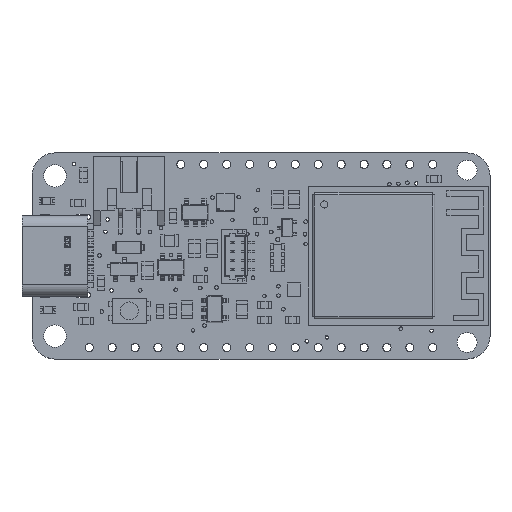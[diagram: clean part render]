
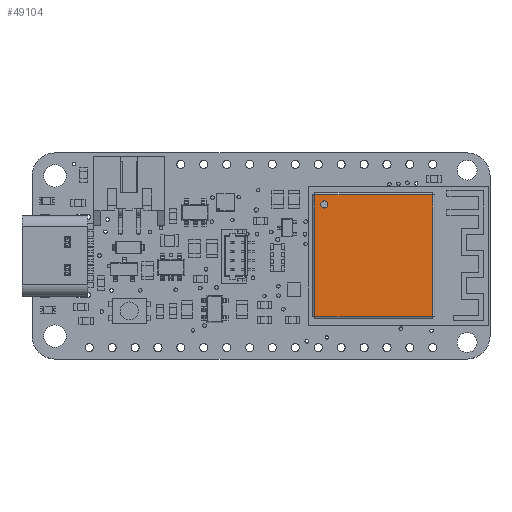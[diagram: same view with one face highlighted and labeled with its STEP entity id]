
A CAD part, top view. The second image highlights one B-rep face of the part: STEP entity #49104.
In plain terms, the highlighted planar face has unit normal (0, 0, 1).
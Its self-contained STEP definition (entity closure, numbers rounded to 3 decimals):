
#741=FACE_BOUND('',#7112,.T.);
#1542=PLANE('',#52835);
#4102=FACE_OUTER_BOUND('',#7111,.T.);
#7111=EDGE_LOOP('',(#38396,#38397,#38398,#38399));
#7112=EDGE_LOOP('',(#38400));
#10978=LINE('',#73994,#16820);
#10980=LINE('',#74002,#16822);
#10982=LINE('',#74010,#16824);
#10984=LINE('',#74017,#16826);
#16820=VECTOR('',#60401,13.05);
#16822=VECTOR('',#60409,13.5);
#16824=VECTOR('',#60417,13.5);
#16826=VECTOR('',#60425,13.05);
#21206=CIRCLE('',#52802,0.4);
#23284=VERTEX_POINT('',#73929);
#23306=VERTEX_POINT('',#73991);
#23307=VERTEX_POINT('',#73993);
#23310=VERTEX_POINT('',#74001);
#23313=VERTEX_POINT('',#74008);
#28735=EDGE_CURVE('',#23284,#23284,#21206,.T.);
#28765=EDGE_CURVE('',#23307,#23306,#10978,.T.);
#28769=EDGE_CURVE('',#23310,#23307,#10980,.T.);
#28773=EDGE_CURVE('',#23306,#23313,#10982,.T.);
#28777=EDGE_CURVE('',#23313,#23310,#10984,.T.);
#38396=ORIENTED_EDGE('',*,*,#28769,.T.);
#38397=ORIENTED_EDGE('',*,*,#28765,.T.);
#38398=ORIENTED_EDGE('',*,*,#28773,.T.);
#38399=ORIENTED_EDGE('',*,*,#28777,.T.);
#38400=ORIENTED_EDGE('',*,*,#28735,.F.);
#49104=ADVANCED_FACE('',(#4102,#741),#1542,.F.);
#52802=AXIS2_PLACEMENT_3D('',#73931,#60341,#60342);
#52835=AXIS2_PLACEMENT_3D('',#74039,#60444,#60445);
#60341=DIRECTION('center_axis',(0.,0.,1.));
#60342=DIRECTION('ref_axis',(0.,-1.,0.));
#60401=DIRECTION('',(0.,-1.,0.));
#60409=DIRECTION('',(-1.,0.,0.));
#60417=DIRECTION('',(1.,0.,0.));
#60425=DIRECTION('',(0.,1.,0.));
#60444=DIRECTION('center_axis',(0.,0.,-1.));
#60445=DIRECTION('ref_axis',(0.,1.,0.));
#73929=CARTESIAN_POINT('',(-5.718,-5.53,2.55));
#73931=CARTESIAN_POINT('Origin',(-5.718,-5.93,2.55));
#73991=CARTESIAN_POINT('',(-6.768,-6.98,2.55));
#73993=CARTESIAN_POINT('',(-6.768,6.07,2.55));
#73994=CARTESIAN_POINT('',(-6.768,6.07,2.55));
#74001=CARTESIAN_POINT('',(6.732,6.07,2.55));
#74002=CARTESIAN_POINT('',(6.732,6.07,2.55));
#74008=CARTESIAN_POINT('',(6.732,-6.98,2.55));
#74010=CARTESIAN_POINT('',(-6.768,-6.98,2.55));
#74017=CARTESIAN_POINT('',(6.732,-6.98,2.55));
#74039=CARTESIAN_POINT('Origin',(-0.018,2.27,2.55));
